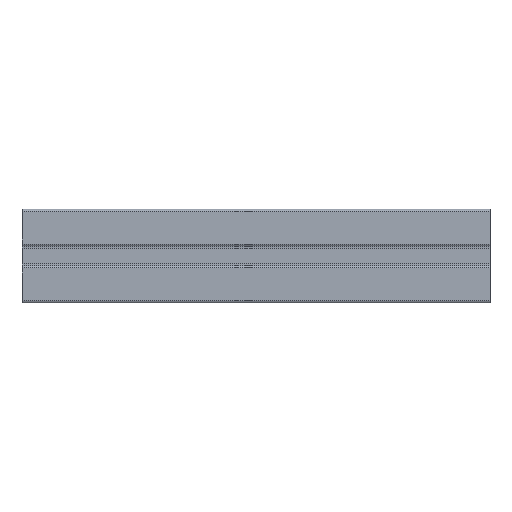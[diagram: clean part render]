
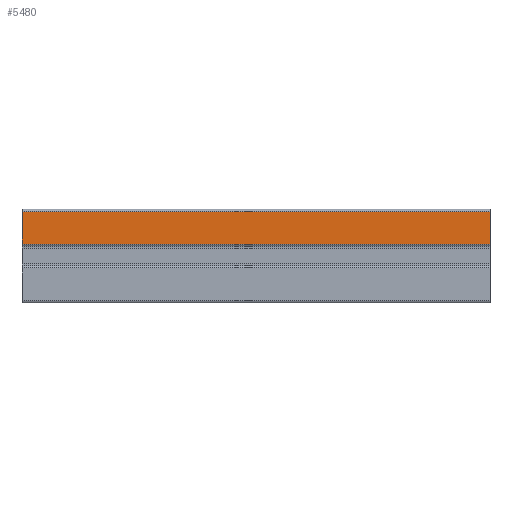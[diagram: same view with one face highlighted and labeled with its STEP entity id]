
A CAD part, left-side view. The second image highlights one B-rep face of the part: STEP entity #5480.
In plain terms, the highlighted planar face has unit normal (-1, 0, 0).
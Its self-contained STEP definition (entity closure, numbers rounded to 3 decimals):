
#85=PLANE('',#5883);
#278=FACE_OUTER_BOUND('',#561,.T.);
#561=EDGE_LOOP('',(#3982,#3983,#3984,#3985));
#972=LINE('',#8628,#1515);
#973=LINE('',#8632,#1516);
#974=LINE('',#8634,#1517);
#975=LINE('',#8635,#1518);
#1515=VECTOR('',#6914,200.);
#1516=VECTOR('',#6919,13.9);
#1517=VECTOR('',#6920,200.);
#1518=VECTOR('',#6921,13.9);
#2369=VERTEX_POINT('',#8625);
#2370=VERTEX_POINT('',#8627);
#2371=VERTEX_POINT('',#8631);
#2372=VERTEX_POINT('',#8633);
#3035=EDGE_CURVE('',#2369,#2370,#972,.T.);
#3037=EDGE_CURVE('',#2369,#2371,#973,.T.);
#3038=EDGE_CURVE('',#2371,#2372,#974,.T.);
#3039=EDGE_CURVE('',#2370,#2372,#975,.T.);
#3982=ORIENTED_EDGE('',*,*,#3037,.T.);
#3983=ORIENTED_EDGE('',*,*,#3038,.T.);
#3984=ORIENTED_EDGE('',*,*,#3039,.F.);
#3985=ORIENTED_EDGE('',*,*,#3035,.F.);
#5480=ADVANCED_FACE('',(#278),#85,.T.);
#5883=AXIS2_PLACEMENT_3D('',#8630,#6917,#6918);
#6914=DIRECTION('',(0.,-1.,0.));
#6917=DIRECTION('center_axis',(-1.,0.,0.));
#6918=DIRECTION('ref_axis',(0.,0.,1.));
#6919=DIRECTION('',(0.,0.,-1.));
#6920=DIRECTION('',(0.,-1.,0.));
#6921=DIRECTION('',(0.,0.,-1.));
#8625=CARTESIAN_POINT('',(-40.,200.,19.));
#8627=CARTESIAN_POINT('',(-40.,0.,19.));
#8628=CARTESIAN_POINT('',(-40.,0.,19.));
#8630=CARTESIAN_POINT('Origin',(-40.,0.,5.1));
#8631=CARTESIAN_POINT('',(-40.,200.,5.1));
#8632=CARTESIAN_POINT('',(-40.,200.,2.55));
#8633=CARTESIAN_POINT('',(-40.,0.,5.1));
#8634=CARTESIAN_POINT('',(-40.,0.,5.1));
#8635=CARTESIAN_POINT('',(-40.,0.,2.55));
